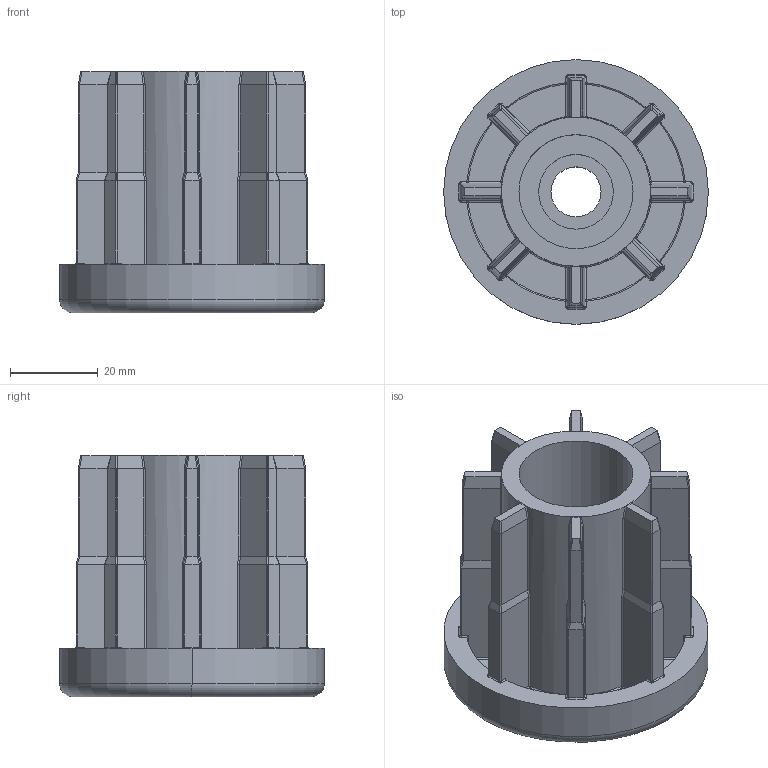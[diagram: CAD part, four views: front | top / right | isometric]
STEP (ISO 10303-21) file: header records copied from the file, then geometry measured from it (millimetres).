
FILE_DESCRIPTION (( 'STEP AP214' ), '1' );
FILE_NAME ('098vr604014.STEP', '2014-08-13T07:32:37', ( '' ), ( '' ), 'SwSTEP 2.0', 'SolidWorks 2014', '' );
FILE_SCHEMA (( 'AUTOMOTIVE_DESIGN' ));
Length unit declared in the file: millimetre
Products named in the file (1): 098vr604014
Bounding box: 60.3 x 60.3 x 55 mm (x, y, z)
Volume: 60597.2 mm3; surface area: 23262.8 mm2
Topology: 1 solids, 1 shells, 413 faces, 1113 edges, 685 vertices
Faces by surface type: cylinder 190, plane 117, sphere 38, torus 36, bspline 32
Entity records: 12981 total; most frequent: CARTESIAN_POINT 3731, ORIENTED_EDGE 2162, DIRECTION 1750, EDGE_CURVE 1081, VERTEX_POINT 673, AXIS2_PLACEMENT_3D 652, VECTOR 446, LINE 446
